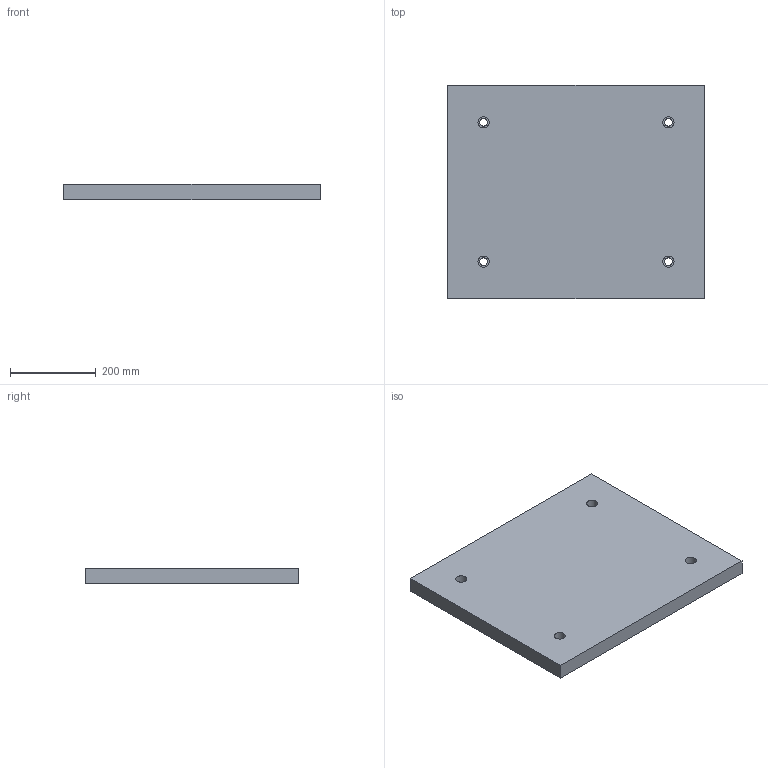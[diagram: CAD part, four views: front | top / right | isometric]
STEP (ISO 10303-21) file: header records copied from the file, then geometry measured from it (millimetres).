
FILE_DESCRIPTION( ( 'Unknown' ), '1' );
FILE_NAME( 'OSD1396x596036_.stp', 'Unknown', ( 'Unknown' ), ( 'Unknown' ), 'XStep 1.0', 'Unknown', ' ' );
FILE_SCHEMA( ( 'CONFIG_CONTROL_DESIGN' ) );
Length unit declared in the file: millimetre
Products named in the file (1): 1
Bounding box: 596 x 496 x 36 mm (x, y, z)
Volume: 10582309.8 mm3; surface area: 678074.4 mm2
Topology: 1 solids, 1 shells, 18 faces, 36 edges, 24 vertices
Faces by surface type: plane 10, cylinder 8
Full cylindrical faces by diameter (mm): 18 x4, 26 x4
Entity records: 497 total; most frequent: DIRECTION 82, CARTESIAN_POINT 71, ORIENTED_EDGE 56, EDGE_LOOP 38, AXIS2_PLACEMENT_3D 35, EDGE_CURVE 28, FACE_OUTER_BOUND 26, VERTEX_POINT 24
